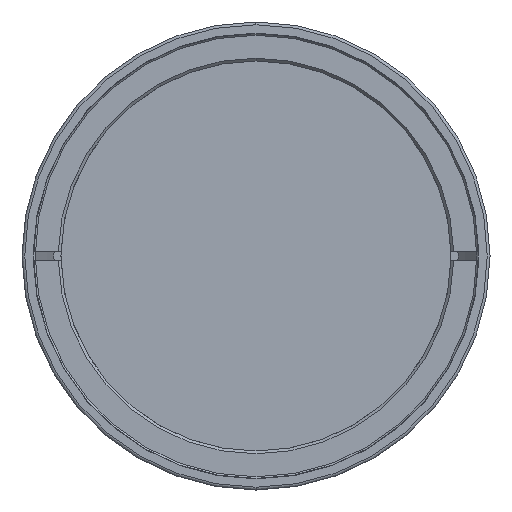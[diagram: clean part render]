
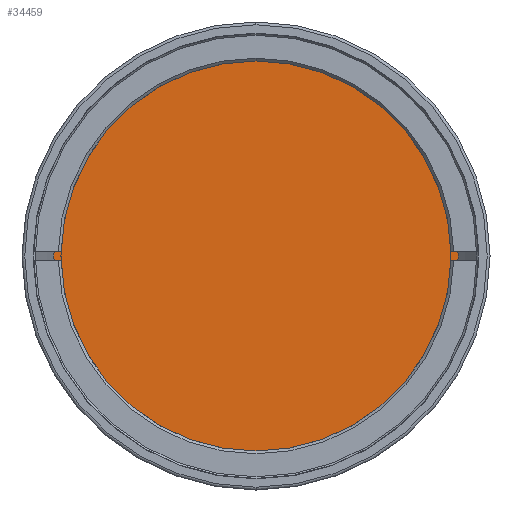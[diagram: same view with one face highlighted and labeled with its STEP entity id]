
A CAD part, left-side view. The second image highlights one B-rep face of the part: STEP entity #34459.
In plain terms, the highlighted planar face has unit normal (-1, 0, 0).
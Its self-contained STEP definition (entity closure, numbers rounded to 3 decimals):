
#1144 = ORIENTED_EDGE ( 'NONE', *, *, #29549, .T. ) ;
#1987 = CARTESIAN_POINT ( 'NONE',  ( 0., 0., 36.3 ) ) ;
#2459 = DIRECTION ( 'NONE',  ( 0., 0., 1. ) ) ;
#2640 = DIRECTION ( 'NONE',  ( -1., 0., 0. ) ) ;
#2677 = LINE ( 'NONE', #43264, #7140 ) ;
#4137 = VERTEX_POINT ( 'NONE', #26115 ) ;
#4953 = EDGE_CURVE ( 'NONE', #37031, #4137, #8113, .T. ) ;
#6349 = EDGE_CURVE ( 'NONE', #41144, #25545, #2677, .T. ) ;
#6620 = CARTESIAN_POINT ( 'NONE',  ( 0., 35., 0. ) ) ;
#6876 = EDGE_LOOP ( 'NONE', ( #39535, #44176 ) ) ;
#7140 = VECTOR ( 'NONE', #2459, 1000. ) ;
#8113 = LINE ( 'NONE', #21783, #43583 ) ;
#10588 = VERTEX_POINT ( 'NONE', #1987 ) ;
#14317 = CARTESIAN_POINT ( 'NONE',  ( 0., 35., 0. ) ) ;
#15803 = EDGE_CURVE ( 'NONE', #37031, #41144, #17256, .T. ) ;
#16095 = CARTESIAN_POINT ( 'NONE',  ( 0., -35., 0. ) ) ;
#16223 = VERTEX_POINT ( 'NONE', #21905 ) ;
#16737 = DIRECTION ( 'NONE',  ( 0., 0., 1. ) ) ;
#17107 = VECTOR ( 'NONE', #34195, 1000. ) ;
#17256 = LINE ( 'NONE', #14317, #20006 ) ;
#17349 = CIRCLE ( 'NONE', #20940, 36.3 ) ;
#17921 = CARTESIAN_POINT ( 'NONE',  ( 0., 0., 0. ) ) ;
#17926 = CARTESIAN_POINT ( 'NONE',  ( 0., -35., 0. ) ) ;
#19261 = ORIENTED_EDGE ( 'NONE', *, *, #4953, .T. ) ;
#19519 = EDGE_CURVE ( 'NONE', #10588, #16223, #17349, .T. ) ;
#19661 = PLANE ( 'NONE',  #23059 ) ;
#19904 = CARTESIAN_POINT ( 'NONE',  ( 0., 0., 0. ) ) ;
#20006 = VECTOR ( 'NONE', #27996, 1000. ) ;
#20549 = FACE_BOUND ( 'NONE', #28022, .T. ) ;
#20940 = AXIS2_PLACEMENT_3D ( 'NONE', #19904, #39650, #22610 ) ;
#21783 = CARTESIAN_POINT ( 'NONE',  ( 0., 35., 0. ) ) ;
#21905 = CARTESIAN_POINT ( 'NONE',  ( 0., 0., -36.3 ) ) ;
#22610 = DIRECTION ( 'NONE',  ( 0., 0., -1. ) ) ;
#23059 = AXIS2_PLACEMENT_3D ( 'NONE', #33329, #2640, #16737 ) ;
#23785 = DIRECTION ( 'NONE',  ( 0., 0., -1. ) ) ;
#25545 = VERTEX_POINT ( 'NONE', #16095 ) ;
#26115 = CARTESIAN_POINT ( 'NONE',  ( 0., 35., 0. ) ) ;
#27996 = DIRECTION ( 'NONE',  ( 0., -1., 0. ) ) ;
#28022 = EDGE_LOOP ( 'NONE', ( #29853, #44334, #19261, #1144 ) ) ;
#28595 = AXIS2_PLACEMENT_3D ( 'NONE', #17921, #31604, #23785 ) ;
#29549 = EDGE_CURVE ( 'NONE', #4137, #25545, #30601, .T. ) ;
#29853 = ORIENTED_EDGE ( 'NONE', *, *, #6349, .F. ) ;
#30293 = EDGE_CURVE ( 'NONE', #16223, #10588, #37169, .T. ) ;
#30601 = LINE ( 'NONE', #6620, #17107 ) ;
#31604 = DIRECTION ( 'NONE',  ( 1., 0., 0. ) ) ;
#33329 = CARTESIAN_POINT ( 'NONE',  ( 0., 36.3, 0. ) ) ;
#33407 = DIRECTION ( 'NONE',  ( 0., 0., 1. ) ) ;
#33664 = CARTESIAN_POINT ( 'NONE',  ( 0., 35., 0. ) ) ;
#33774 = FACE_OUTER_BOUND ( 'NONE', #6876, .T. ) ;
#34195 = DIRECTION ( 'NONE',  ( 0., -1., 0. ) ) ;
#34459 = ADVANCED_FACE ( 'NONE', ( #33774, #20549 ), #19661, .T. ) ;
#37031 = VERTEX_POINT ( 'NONE', #33664 ) ;
#37169 = CIRCLE ( 'NONE', #28595, 36.3 ) ;
#39535 = ORIENTED_EDGE ( 'NONE', *, *, #30293, .F. ) ;
#39650 = DIRECTION ( 'NONE',  ( 1., 0., 0. ) ) ;
#41144 = VERTEX_POINT ( 'NONE', #17926 ) ;
#43264 = CARTESIAN_POINT ( 'NONE',  ( 0., -35., 0. ) ) ;
#43583 = VECTOR ( 'NONE', #33407, 1000. ) ;
#44176 = ORIENTED_EDGE ( 'NONE', *, *, #19519, .F. ) ;
#44334 = ORIENTED_EDGE ( 'NONE', *, *, #15803, .F. ) ;
